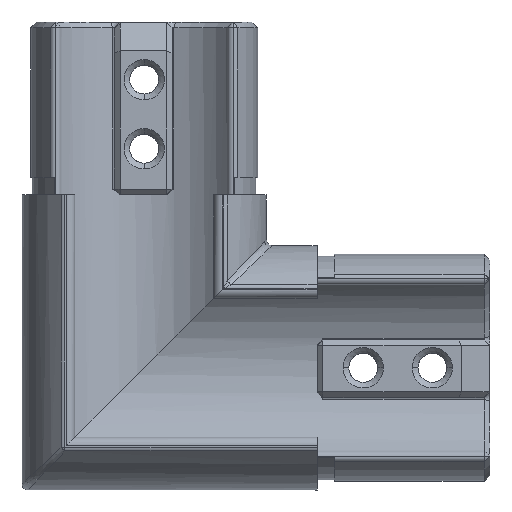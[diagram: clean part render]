
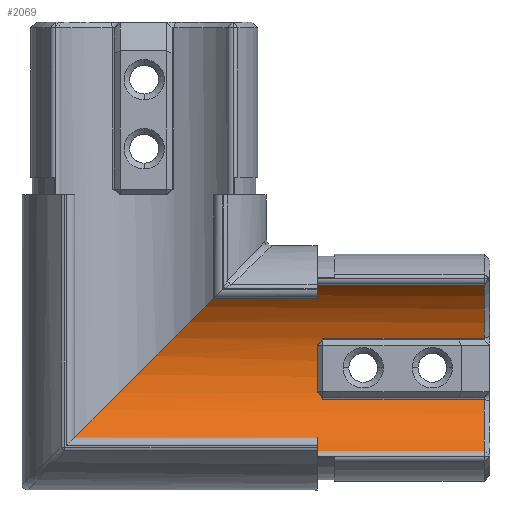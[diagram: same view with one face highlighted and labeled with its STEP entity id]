
A CAD part, front view. The second image highlights one B-rep face of the part: STEP entity #2069.
In plain terms, the highlighted cylindrical face has radius 17.7 mm (diameter 35.4 mm), a partial arc.
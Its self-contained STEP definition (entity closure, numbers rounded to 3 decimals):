
#70 = DIRECTION ( 'NONE',  ( 0., 0., -1. ) ) ;
#99 = CARTESIAN_POINT ( 'NONE',  ( -17.7, 0., 3.5 ) ) ;
#114 = CARTESIAN_POINT ( 'NONE',  ( 60., 0., 3.5 ) ) ;
#163 = VECTOR ( 'NONE', #3229, 1000. ) ;
#175 = AXIS2_PLACEMENT_3D ( 'NONE', #2049, #2072, #4567 ) ;
#210 = CARTESIAN_POINT ( 'NONE',  ( 31., 16.949, 26.302 ) ) ;
#211 = VERTEX_POINT ( 'NONE', #835 ) ;
#221 = ORIENTED_EDGE ( 'NONE', *, *, #997, .F. ) ;
#378 = ORIENTED_EDGE ( 'NONE', *, *, #4372, .F. ) ;
#420 =( BOUNDED_CURVE ( )  B_SPLINE_CURVE ( 3, ( #2461, #3239, #2156, #99 ),
 .UNSPECIFIED., .F., .T. ) 
 B_SPLINE_CURVE_WITH_KNOTS ( ( 4, 4 ),
 ( 3.142, 6.283 ),
 .UNSPECIFIED. ) 
 CURVE ( )  GEOMETRIC_REPRESENTATION_ITEM ( )  RATIONAL_B_SPLINE_CURVE ( ( 1., 0.333, 0.333, 1. ) ) 
 REPRESENTATION_ITEM ( '' )  );
#432 = DIRECTION ( 'NONE',  ( -1., 0., 0. ) ) ;
#633 = CARTESIAN_POINT ( 'NONE',  ( 59., 0., 21.2 ) ) ;
#679 = CARTESIAN_POINT ( 'NONE',  ( 30.97, 16.871, 15.846 ) ) ;
#691 = CARTESIAN_POINT ( 'NONE',  ( 59., 0., 38.9 ) ) ;
#697 = DIRECTION ( 'NONE',  ( 0., 0., 1. ) ) ;
#730 = VERTEX_POINT ( 'NONE', #731 ) ;
#731 = CARTESIAN_POINT ( 'NONE',  ( 31., 16.929, 26.368 ) ) ;
#777 = CARTESIAN_POINT ( 'NONE',  ( -17.7, 0., 3.5 ) ) ;
#788 = EDGE_CURVE ( 'NONE', #2349, #3834, #420, .T. ) ;
#789 = CARTESIAN_POINT ( 'NONE',  ( 30., 0., 21.2 ) ) ;
#794 = CARTESIAN_POINT ( 'NONE',  ( 31., 16.829, 15.717 ) ) ;
#832 = VERTEX_POINT ( 'NONE', #794 ) ;
#835 = CARTESIAN_POINT ( 'NONE',  ( 59., 16.929, 26.368 ) ) ;
#900 = CARTESIAN_POINT ( 'NONE',  ( 30.862, 17.014, 26.08 ) ) ;
#914 = CARTESIAN_POINT ( 'NONE',  ( 17.7, 0., 38.9 ) ) ;
#973 = CARTESIAN_POINT ( 'NONE',  ( 30.735, 16.966, 16.154 ) ) ;
#997 = EDGE_CURVE ( 'NONE', #832, #4304, #4474, .T. ) ;
#1043 = AXIS2_PLACEMENT_3D ( 'NONE', #633, #4506, #697 ) ;
#1069 = VECTOR ( 'NONE', #432, 1000. ) ;
#1126 = VECTOR ( 'NONE', #3350, 1000. ) ;
#1176 = CARTESIAN_POINT ( 'NONE',  ( 31., 16.929, 26.368 ) ) ;
#1224 = EDGE_CURVE ( 'NONE', #4435, #3834, #3961, .T. ) ;
#1244 = CARTESIAN_POINT ( 'NONE',  ( 30.972, 16.967, 26.241 ) ) ;
#1267 = CARTESIAN_POINT ( 'NONE',  ( 59., 0., 3.5 ) ) ;
#1339 = DIRECTION ( 'NONE',  ( 0., 0., 1. ) ) ;
#1361 = CARTESIAN_POINT ( 'NONE',  ( 30.901, 16.905, 15.955 ) ) ;
#1431 = CARTESIAN_POINT ( 'NONE',  ( 59., 16.829, 15.717 ) ) ;
#1534 = EDGE_CURVE ( 'NONE', #2969, #2455, #2659, .T. ) ;
#1540 = CARTESIAN_POINT ( 'NONE',  ( 30.187, 17.205, 25.363 ) ) ;
#1564 = CARTESIAN_POINT ( 'NONE',  ( 30., 17.248, 25.176 ) ) ;
#1590 = ORIENTED_EDGE ( 'NONE', *, *, #1534, .T. ) ;
#1721 = CARTESIAN_POINT ( 'NONE',  ( 30.186, 17.124, 16.717 ) ) ;
#1782 = VECTOR ( 'NONE', #2043, 1000. ) ;
#1975 = CARTESIAN_POINT ( 'NONE',  ( 30., 17.248, 25.176 ) ) ;
#1985 = B_SPLINE_CURVE_WITH_KNOTS ( 'NONE', 3,
 ( #1176, #210, #1244, #2243, #900, #2558, #2961, #3364, #1540, #1564 ),
 .UNSPECIFIED., .F., .F.,
 ( 4, 2, 2, 2, 4 ),
 ( 0., 0., 0., 0.001, 0.002 ),
 .UNSPECIFIED. ) ;
#2017 = CARTESIAN_POINT ( 'NONE',  ( 30., 17.17, 16.902 ) ) ;
#2038 = CARTESIAN_POINT ( 'NONE',  ( 59., 0., 21.2 ) ) ;
#2043 = DIRECTION ( 'NONE',  ( 1., 0., 0. ) ) ;
#2049 = CARTESIAN_POINT ( 'NONE',  ( 60., 0., 21.2 ) ) ;
#2069 = ADVANCED_FACE ( 'NONE', ( #3141 ), #3051, .F. ) ;
#2072 = DIRECTION ( 'NONE',  ( -1., 0., 0. ) ) ;
#2146 = VERTEX_POINT ( 'NONE', #691 ) ;
#2156 = CARTESIAN_POINT ( 'NONE',  ( -17.7, 35.4, 3.5 ) ) ;
#2168 = CARTESIAN_POINT ( 'NONE',  ( 60., 16.929, 26.368 ) ) ;
#2185 = ORIENTED_EDGE ( 'NONE', *, *, #4034, .T. ) ;
#2243 = CARTESIAN_POINT ( 'NONE',  ( 30.903, 16.999, 26.131 ) ) ;
#2349 = VERTEX_POINT ( 'NONE', #914 ) ;
#2358 = CARTESIAN_POINT ( 'NONE',  ( 31., 16.829, 15.717 ) ) ;
#2368 = ORIENTED_EDGE ( 'NONE', *, *, #788, .T. ) ;
#2455 = VERTEX_POINT ( 'NONE', #1975 ) ;
#2461 = CARTESIAN_POINT ( 'NONE',  ( 17.7, 0., 38.9 ) ) ;
#2558 = CARTESIAN_POINT ( 'NONE',  ( 30.736, 17.057, 25.929 ) ) ;
#2589 = AXIS2_PLACEMENT_3D ( 'NONE', #789, #3362, #70 ) ;
#2659 = CIRCLE ( 'NONE', #2589, 17.7 ) ;
#2703 = CARTESIAN_POINT ( 'NONE',  ( 30., 17.17, 16.902 ) ) ;
#2779 = EDGE_CURVE ( 'NONE', #2146, #211, #3172, .T. ) ;
#2961 = CARTESIAN_POINT ( 'NONE',  ( 30.646, 17.083, 25.834 ) ) ;
#2962 = EDGE_CURVE ( 'NONE', #2969, #832, #3538, .T. ) ;
#2969 = VERTEX_POINT ( 'NONE', #2017 ) ;
#3051 = CYLINDRICAL_SURFACE ( 'NONE', #175, 17.7 ) ;
#3052 = EDGE_CURVE ( 'NONE', #211, #730, #3874, .T. ) ;
#3107 = CARTESIAN_POINT ( 'NONE',  ( 30.645, 16.994, 16.249 ) ) ;
#3123 = EDGE_LOOP ( 'NONE', ( #3440, #2185, #2368, #4302, #3559, #221, #4340, #1590, #378, #4062 ) ) ;
#3141 = FACE_OUTER_BOUND ( 'NONE', #3123, .T. ) ;
#3172 = CIRCLE ( 'NONE', #4151, 17.7 ) ;
#3229 = DIRECTION ( 'NONE',  ( -1., 0., 0. ) ) ;
#3239 = CARTESIAN_POINT ( 'NONE',  ( 17.7, 35.4, 38.9 ) ) ;
#3303 = CIRCLE ( 'NONE', #1043, 17.7 ) ;
#3350 = DIRECTION ( 'NONE',  ( -1., 0., 0. ) ) ;
#3362 = DIRECTION ( 'NONE',  ( 1., 0., 0. ) ) ;
#3364 = CARTESIAN_POINT ( 'NONE',  ( 30.373, 17.158, 25.55 ) ) ;
#3440 = ORIENTED_EDGE ( 'NONE', *, *, #2779, .F. ) ;
#3492 = CARTESIAN_POINT ( 'NONE',  ( 31., 16.851, 15.784 ) ) ;
#3538 = B_SPLINE_CURVE_WITH_KNOTS ( 'NONE', 3,
 ( #2703, #1721, #4135, #3107, #973, #3847, #1361, #679, #3492, #2358 ),
 .UNSPECIFIED., .F., .F.,
 ( 4, 2, 2, 2, 4 ),
 ( 0., 0.001, 0.001, 0.001, 0.002 ),
 .UNSPECIFIED. ) ;
#3559 = ORIENTED_EDGE ( 'NONE', *, *, #4518, .F. ) ;
#3714 = CARTESIAN_POINT ( 'NONE',  ( 60., 0., 38.9 ) ) ;
#3834 = VERTEX_POINT ( 'NONE', #777 ) ;
#3847 = CARTESIAN_POINT ( 'NONE',  ( 30.86, 16.921, 16.006 ) ) ;
#3874 = LINE ( 'NONE', #2168, #163 ) ;
#3961 = LINE ( 'NONE', #114, #1069 ) ;
#4034 = EDGE_CURVE ( 'NONE', #2146, #2349, #4067, .T. ) ;
#4062 = ORIENTED_EDGE ( 'NONE', *, *, #3052, .F. ) ;
#4067 = LINE ( 'NONE', #3714, #1126 ) ;
#4135 = CARTESIAN_POINT ( 'NONE',  ( 30.372, 17.074, 16.531 ) ) ;
#4151 = AXIS2_PLACEMENT_3D ( 'NONE', #2038, #4509, #1339 ) ;
#4302 = ORIENTED_EDGE ( 'NONE', *, *, #1224, .F. ) ;
#4304 = VERTEX_POINT ( 'NONE', #1431 ) ;
#4340 = ORIENTED_EDGE ( 'NONE', *, *, #2962, .F. ) ;
#4372 = EDGE_CURVE ( 'NONE', #730, #2455, #1985, .T. ) ;
#4435 = VERTEX_POINT ( 'NONE', #1267 ) ;
#4474 = LINE ( 'NONE', #4540, #1782 ) ;
#4506 = DIRECTION ( 'NONE',  ( -1., 0., 0. ) ) ;
#4509 = DIRECTION ( 'NONE',  ( -1., 0., 0. ) ) ;
#4518 = EDGE_CURVE ( 'NONE', #4304, #4435, #3303, .T. ) ;
#4540 = CARTESIAN_POINT ( 'NONE',  ( 60., 16.829, 15.717 ) ) ;
#4567 = DIRECTION ( 'NONE',  ( 0., 0., -1. ) ) ;
